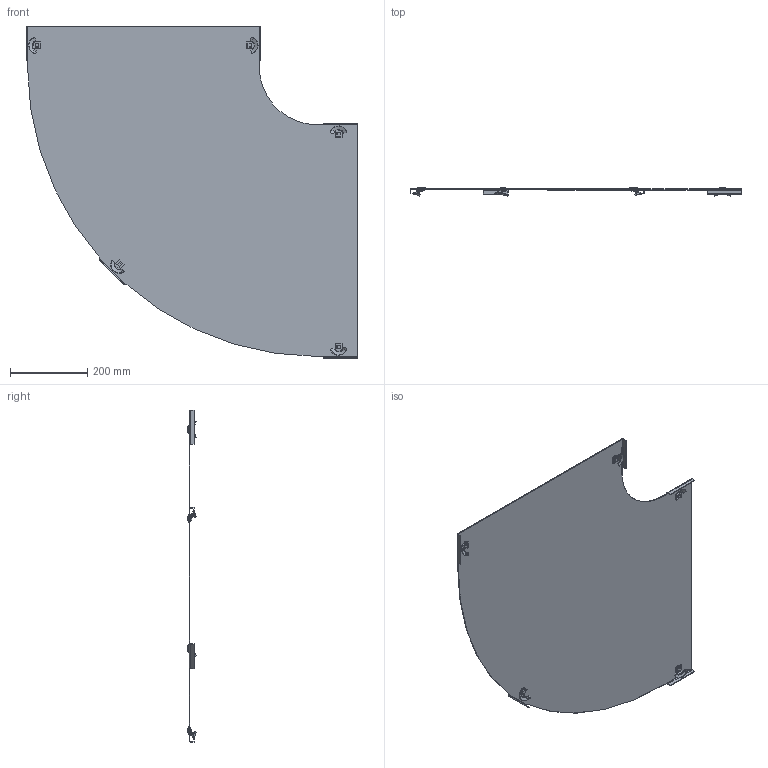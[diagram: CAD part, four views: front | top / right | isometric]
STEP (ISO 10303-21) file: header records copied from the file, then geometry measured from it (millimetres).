
FILE_DESCRIPTION (( 'STEP AP214' ), '1' );
FILE_NAME ('6049382.stp', '2021-02-25T08:16:00', ( '' ), ( '' ), 'SwSTEP 2.0', 'SolidWorks 2020', '' );
FILE_SCHEMA (( 'AUTOMOTIVE_DESIGN' ));
Length unit declared in the file: millimetre
Products named in the file (5): 109905_quadratisch; 153595_Standard; 6049382; 104603_T=0,6 glatt Quaratloch; 099600_Standard
Assembly tree (16 placements, depth 2):
  6049382
    109905_quadratisch  x5
    099600_Standard  x5
    153595_Standard
    104603_T=0,6 glatt Quaratloch  x5
Bounding box: 856.99 x 21.96 x 856.99 mm (x, y, z)
Volume: 1120759 mm3; surface area: 1128663.6 mm2
Topology: 16 solids, 16 shells, 492 faces, 1282 edges, 832 vertices
Faces by surface type: plane 244, bspline 140, cylinder 63, cone 35, torus 10
Full cylindrical faces by diameter (mm): 15.5 x5, 16.5 x5
Entity records: 6309 total; most frequent: CARTESIAN_POINT 2692, ORIENTED_EDGE 736, DIRECTION 614, EDGE_CURVE 368, VERTEX_POINT 237, AXIS2_PLACEMENT_3D 211, VECTOR 192, LINE 192
